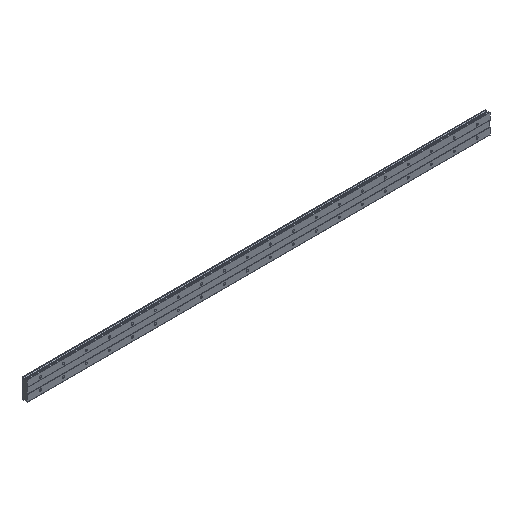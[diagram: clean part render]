
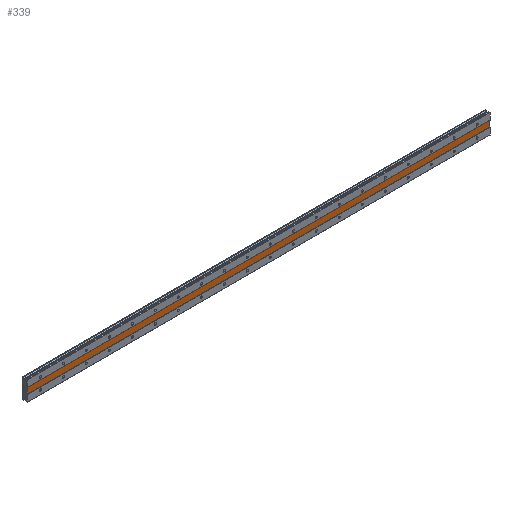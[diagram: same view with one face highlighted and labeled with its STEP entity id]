
A CAD part, isometric view. The second image highlights one B-rep face of the part: STEP entity #339.
In plain terms, the highlighted planar face has unit normal (0, -1, 0).
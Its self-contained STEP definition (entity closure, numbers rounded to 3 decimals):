
#6 = DIRECTION ( 'NONE',  ( 0., 0., -1. ) ) ;
#339 = ADVANCED_FACE ( 'NONE', ( #4288 ), #4909, .F. ) ;
#669 = CARTESIAN_POINT ( 'NONE',  ( -45., 1., -10. ) ) ;
#760 = DIRECTION ( 'NONE',  ( 0., 0., -1. ) ) ;
#773 = CARTESIAN_POINT ( 'NONE',  ( 1565., 1., -10. ) ) ;
#863 = LINE ( 'NONE', #773, #5470 ) ;
#955 = ORIENTED_EDGE ( 'NONE', *, *, #5072, .T. ) ;
#971 = VECTOR ( 'NONE', #6, 1000. ) ;
#1159 = LINE ( 'NONE', #3388, #971 ) ;
#1237 = CARTESIAN_POINT ( 'NONE',  ( 1565., 1., 10. ) ) ;
#1474 = EDGE_CURVE ( 'NONE', #7050, #1698, #1159, .T. ) ;
#1582 = DIRECTION ( 'NONE',  ( 0., 1., 0. ) ) ;
#1589 = DIRECTION ( 'NONE',  ( -1., 0., 0. ) ) ;
#1698 = VERTEX_POINT ( 'NONE', #669 ) ;
#2014 = ORIENTED_EDGE ( 'NONE', *, *, #2903, .F. ) ;
#2903 = EDGE_CURVE ( 'NONE', #6661, #1698, #863, .T. ) ;
#3071 = EDGE_CURVE ( 'NONE', #4309, #6661, #5338, .T. ) ;
#3388 = CARTESIAN_POINT ( 'NONE',  ( -45., 1., 34.482 ) ) ;
#3487 = CARTESIAN_POINT ( 'NONE',  ( -45., 1., 10. ) ) ;
#4103 = CARTESIAN_POINT ( 'NONE',  ( 1565., 1., 34.482 ) ) ;
#4288 = FACE_OUTER_BOUND ( 'NONE', #6599, .T. ) ;
#4309 = VERTEX_POINT ( 'NONE', #1237 ) ;
#4455 = VECTOR ( 'NONE', #1589, 1000. ) ;
#4484 = DIRECTION ( 'NONE',  ( 0., 0., 1. ) ) ;
#4760 = ORIENTED_EDGE ( 'NONE', *, *, #3071, .F. ) ;
#4788 = AXIS2_PLACEMENT_3D ( 'NONE', #6002, #1582, #4484 ) ;
#4909 = PLANE ( 'NONE',  #4788 ) ;
#4992 = VECTOR ( 'NONE', #760, 1000. ) ;
#5072 = EDGE_CURVE ( 'NONE', #4309, #7050, #6618, .T. ) ;
#5228 = DIRECTION ( 'NONE',  ( -1., 0., 0. ) ) ;
#5338 = LINE ( 'NONE', #4103, #4992 ) ;
#5470 = VECTOR ( 'NONE', #5228, 1000. ) ;
#6002 = CARTESIAN_POINT ( 'NONE',  ( 1565., 1., 10. ) ) ;
#6466 = CARTESIAN_POINT ( 'NONE',  ( 1565., 1., -10. ) ) ;
#6599 = EDGE_LOOP ( 'NONE', ( #2014, #4760, #955, #6699 ) ) ;
#6618 = LINE ( 'NONE', #6648, #4455 ) ;
#6648 = CARTESIAN_POINT ( 'NONE',  ( 1565., 1., 10. ) ) ;
#6661 = VERTEX_POINT ( 'NONE', #6466 ) ;
#6699 = ORIENTED_EDGE ( 'NONE', *, *, #1474, .T. ) ;
#7050 = VERTEX_POINT ( 'NONE', #3487 ) ;
